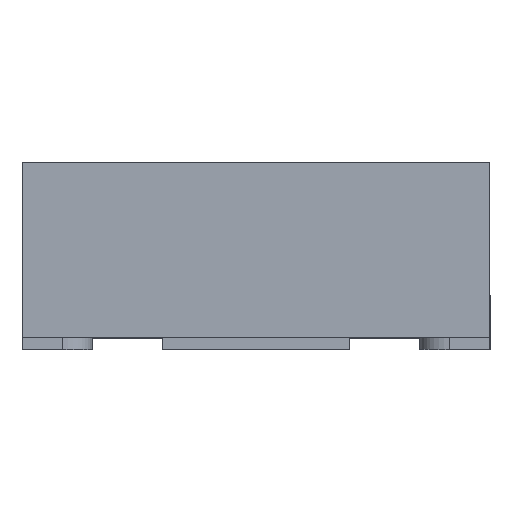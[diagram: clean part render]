
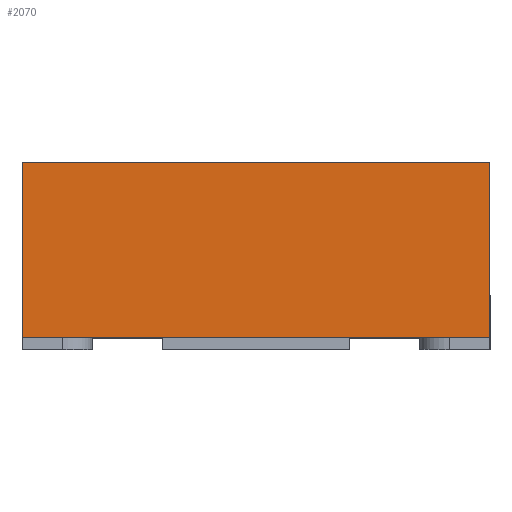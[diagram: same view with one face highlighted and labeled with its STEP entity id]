
A CAD part, top view. The second image highlights one B-rep face of the part: STEP entity #2070.
In plain terms, the highlighted planar face has unit normal (0, 0, 1).
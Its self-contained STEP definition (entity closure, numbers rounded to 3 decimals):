
#152 = VECTOR ( 'NONE', #1026, 1000. ) ;
#178 = VERTEX_POINT ( 'NONE', #2641 ) ;
#207 = CARTESIAN_POINT ( 'NONE',  ( 1., 4.428, 1. ) ) ;
#223 = CARTESIAN_POINT ( 'NONE',  ( 1., 0.05, 1. ) ) ;
#241 = DIRECTION ( 'NONE',  ( 0., -1., 0. ) ) ;
#411 = CARTESIAN_POINT ( 'NONE',  ( -1., 0.05, 1. ) ) ;
#552 = ORIENTED_EDGE ( 'NONE', *, *, #2196, .F. ) ;
#653 = DIRECTION ( 'NONE',  ( 1., 0., 0. ) ) ;
#758 = CARTESIAN_POINT ( 'NONE',  ( 1., 4.428, 1. ) ) ;
#791 = DIRECTION ( 'NONE',  ( 0., 0., -1. ) ) ;
#834 = CARTESIAN_POINT ( 'NONE',  ( 1., 0.8, 1. ) ) ;
#896 = ORIENTED_EDGE ( 'NONE', *, *, #2758, .F. ) ;
#943 = CARTESIAN_POINT ( 'NONE',  ( 1., 0.8, 1. ) ) ;
#1015 = VECTOR ( 'NONE', #241, 1000. ) ;
#1026 = DIRECTION ( 'NONE',  ( 1., 0., 0. ) ) ;
#1063 = ORIENTED_EDGE ( 'NONE', *, *, #2015, .T. ) ;
#1064 = DIRECTION ( 'NONE',  ( 0., -1., 0. ) ) ;
#1097 = EDGE_CURVE ( 'NONE', #178, #1345, #2209, .T. ) ;
#1242 = EDGE_LOOP ( 'NONE', ( #552, #3005, #1063, #896 ) ) ;
#1295 = PLANE ( 'NONE',  #2509 ) ;
#1345 = VERTEX_POINT ( 'NONE', #411 ) ;
#1372 = LINE ( 'NONE', #834, #2609 ) ;
#1727 = CARTESIAN_POINT ( 'NONE',  ( -1., 4.428, 1. ) ) ;
#1760 = DIRECTION ( 'NONE',  ( -1., 0., 0. ) ) ;
#1939 = VERTEX_POINT ( 'NONE', #943 ) ;
#1969 = FACE_OUTER_BOUND ( 'NONE', #1242, .T. ) ;
#2015 = EDGE_CURVE ( 'NONE', #1345, #2776, #2750, .T. ) ;
#2033 = VECTOR ( 'NONE', #1064, 1000. ) ;
#2070 = ADVANCED_FACE ( 'NONE', ( #1969 ), #1295, .F. ) ;
#2196 = EDGE_CURVE ( 'NONE', #178, #1939, #1372, .T. ) ;
#2209 = LINE ( 'NONE', #1727, #2033 ) ;
#2509 = AXIS2_PLACEMENT_3D ( 'NONE', #758, #791, #1760 ) ;
#2609 = VECTOR ( 'NONE', #653, 1000. ) ;
#2641 = CARTESIAN_POINT ( 'NONE',  ( -1., 0.8, 1. ) ) ;
#2750 = LINE ( 'NONE', #2986, #152 ) ;
#2758 = EDGE_CURVE ( 'NONE', #1939, #2776, #3135, .T. ) ;
#2776 = VERTEX_POINT ( 'NONE', #223 ) ;
#2986 = CARTESIAN_POINT ( 'NONE',  ( 1., 0.05, 1. ) ) ;
#3005 = ORIENTED_EDGE ( 'NONE', *, *, #1097, .T. ) ;
#3135 = LINE ( 'NONE', #207, #1015 ) ;
